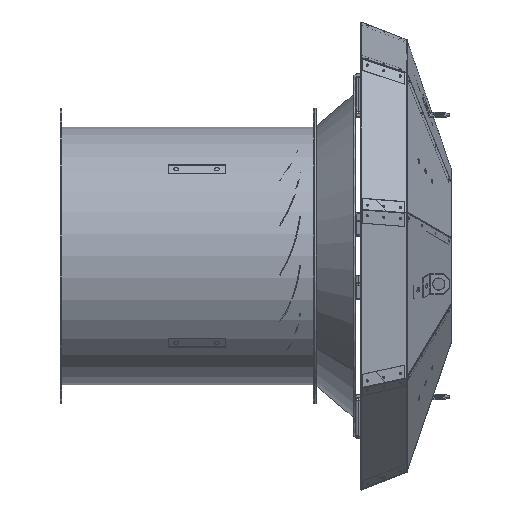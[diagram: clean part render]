
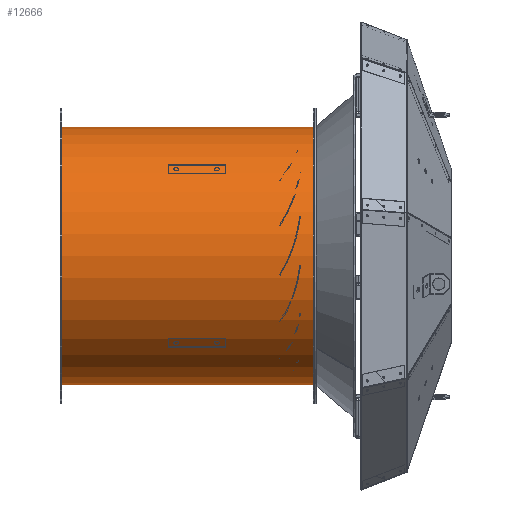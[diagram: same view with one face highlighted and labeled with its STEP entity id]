
A CAD part, front view. The second image highlights one B-rep face of the part: STEP entity #12666.
In plain terms, the highlighted cylindrical face has radius 316.2 mm (diameter 632.4 mm), a partial arc.
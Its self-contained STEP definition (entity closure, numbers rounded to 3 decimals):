
#12666=ADVANCED_FACE('',(#34331),#34333,.T.);
#34331=FACE_BOUND('',#34332,.T.);
#34332=EDGE_LOOP('',(#50922,#50923,#50924,#50925));
#34333=CYLINDRICAL_SURFACE('',#34334,316.2);
#34334=AXIS2_PLACEMENT_3D('',#34335,#34336,#34337);
#34335=CARTESIAN_POINT('',(0.,0.,0.));
#34336=DIRECTION('',(-1.,0.,0.));
#34337=DIRECTION('',(0.,-0.002,-1.));
#50922=ORIENTED_EDGE('',*,*,#64254,.T.);
#50923=ORIENTED_EDGE('',*,*,#64255,.T.);
#50924=ORIENTED_EDGE('',*,*,#64256,.F.);
#50925=ORIENTED_EDGE('',*,*,#64249,.F.);
#64249=EDGE_CURVE('',#74047,#74049,#74050,.T.);
#64254=EDGE_CURVE('',#74047,#74056,#74058,.T.);
#64255=EDGE_CURVE('',#74056,#74059,#74060,.T.);
#64256=EDGE_CURVE('',#74049,#74059,#74061,.T.);
#74047=VERTEX_POINT('',#95729);
#74049=VERTEX_POINT('',#95733);
#74050=LINE('',#95734,#95735);
#74056=VERTEX_POINT('',#95749);
#74058=CIRCLE('',#95753,316.2);
#74059=VERTEX_POINT('',#95757);
#74060=LINE('',#95758,#95759);
#74061=CIRCLE('',#95761,316.2);
#95729=CARTESIAN_POINT('',(0.,-0.502,-316.2));
#95733=CARTESIAN_POINT('',(-625.,-0.502,-316.2));
#95734=CARTESIAN_POINT('',(0.,-0.502,-316.2));
#95735=VECTOR('',#95736,1.);
#95736=DIRECTION('',(-1.,0.,0.));
#95749=CARTESIAN_POINT('',(0.,0.502,-316.2));
#95753=AXIS2_PLACEMENT_3D('',#95754,#95755,#95756);
#95754=CARTESIAN_POINT('',(0.,0.,0.));
#95755=DIRECTION('',(-1.,-0.,-0.));
#95756=DIRECTION('',(0.,-0.002,-1.));
#95757=CARTESIAN_POINT('',(-625.,0.502,-316.2));
#95758=CARTESIAN_POINT('',(0.,0.502,-316.2));
#95759=VECTOR('',#95760,1.);
#95760=DIRECTION('',(-1.,0.,0.));
#95761=AXIS2_PLACEMENT_3D('',#95762,#95763,#95764);
#95762=CARTESIAN_POINT('',(-625.,0.,0.));
#95763=DIRECTION('',(-1.,-0.,-0.));
#95764=DIRECTION('',(0.,-0.002,-1.));
